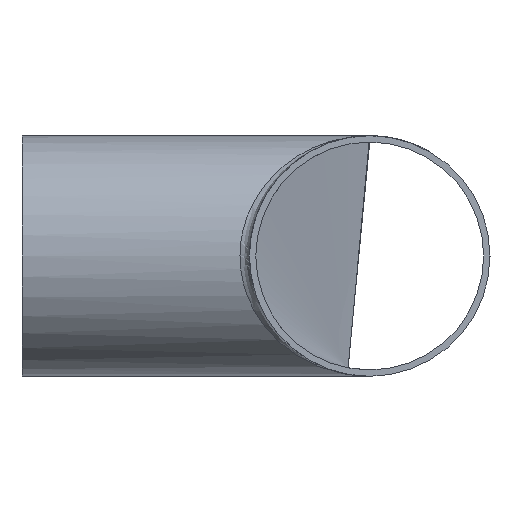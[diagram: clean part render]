
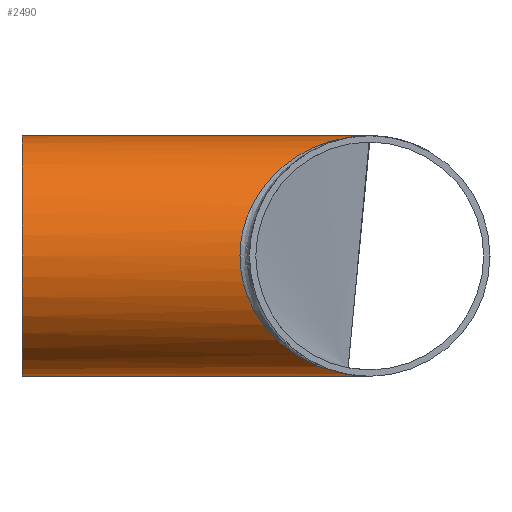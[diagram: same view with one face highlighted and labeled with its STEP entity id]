
A CAD part, left-side view. The second image highlights one B-rep face of the part: STEP entity #2490.
In plain terms, the highlighted cylindrical face has radius 38.05 mm (diameter 76.1 mm), a full revolution.
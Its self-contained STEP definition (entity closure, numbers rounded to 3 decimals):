
#324 = VERTEX_POINT ( 'NONE', #548 ) ;
#448 = CARTESIAN_POINT ( 'NONE',  ( 0., 0., -38.05 ) ) ;
#488 = DIRECTION ( 'NONE',  ( 0., -1., 0. ) ) ;
#548 = CARTESIAN_POINT ( 'NONE',  ( 0., 110., 38.05 ) ) ;
#651 = AXIS2_PLACEMENT_3D ( 'NONE', #14055, #488, #14171 ) ;
#655 = CARTESIAN_POINT ( 'NONE',  ( 0., 0., 38.05 ) ) ;
#812 = FACE_OUTER_BOUND ( 'NONE', #11073, .T. ) ;
#1974 = DIRECTION ( 'NONE',  ( 0., 0., 1. ) ) ;
#2203 = CARTESIAN_POINT ( 'NONE',  ( 76.1, 82.1, 38.05 ) ) ;
#2490 = ADVANCED_FACE ( 'NONE', ( #812, #10547 ), #15517, .T. ) ;
#4766 = CARTESIAN_POINT ( 'NONE',  ( -76.1, 82.1, -38.05 ) ) ;
#5013 = AXIS2_PLACEMENT_3D ( 'NONE', #7192, #13454, #1974 ) ;
#5904 = EDGE_CURVE ( 'NONE', #324, #324, #18423, .T. ) ;
#7192 = CARTESIAN_POINT ( 'NONE',  ( 0., 110., 0. ) ) ;
#7661 = CARTESIAN_POINT ( 'NONE',  ( 0., 0., -38.05 ) ) ;
#8129 = ORIENTED_EDGE ( 'NONE', *, *, #18873, .T. ) ;
#9027 = EDGE_CURVE ( 'NONE', #12162, #21733, #21490, .T. ) ;
#9420 = CARTESIAN_POINT ( 'NONE',  ( -76.1, 82.1, 38.05 ) ) ;
#10547 = FACE_OUTER_BOUND ( 'NONE', #12670, .T. ) ;
#11073 = EDGE_LOOP ( 'NONE', ( #14599, #8129 ) ) ;
#11758 =( BOUNDED_CURVE ( )  B_SPLINE_CURVE ( 3, ( #655, #2203, #13897, #448 ),
 .UNSPECIFIED., .F., .T. ) 
 B_SPLINE_CURVE_WITH_KNOTS ( ( 4, 4 ),
 ( 1.571, 4.712 ),
 .UNSPECIFIED. ) 
 CURVE ( )  GEOMETRIC_REPRESENTATION_ITEM ( )  RATIONAL_B_SPLINE_CURVE ( ( 1., 0.333, 0.333, 1. ) ) 
 REPRESENTATION_ITEM ( '' )  );
#12162 = VERTEX_POINT ( 'NONE', #20428 ) ;
#12670 = EDGE_LOOP ( 'NONE', ( #19737 ) ) ;
#13454 = DIRECTION ( 'NONE',  ( 0., 1., 0. ) ) ;
#13897 = CARTESIAN_POINT ( 'NONE',  ( 76.1, 82.1, -38.05 ) ) ;
#14055 = CARTESIAN_POINT ( 'NONE',  ( 0., 110., 0. ) ) ;
#14171 = DIRECTION ( 'NONE',  ( 0., 0., -1. ) ) ;
#14380 = CARTESIAN_POINT ( 'NONE',  ( 0., 0., 38.05 ) ) ;
#14599 = ORIENTED_EDGE ( 'NONE', *, *, #9027, .T. ) ;
#15517 = CYLINDRICAL_SURFACE ( 'NONE', #651, 38.05 ) ;
#18423 = CIRCLE ( 'NONE', #5013, 38.05 ) ;
#18873 = EDGE_CURVE ( 'NONE', #21733, #12162, #11758, .T. ) ;
#19737 = ORIENTED_EDGE ( 'NONE', *, *, #5904, .F. ) ;
#20428 = CARTESIAN_POINT ( 'NONE',  ( 0., 0., -38.05 ) ) ;
#20566 = CARTESIAN_POINT ( 'NONE',  ( 0., 0., 38.05 ) ) ;
#21490 =( BOUNDED_CURVE ( )  B_SPLINE_CURVE ( 3, ( #7661, #4766, #9420, #14380 ),
 .UNSPECIFIED., .F., .T. ) 
 B_SPLINE_CURVE_WITH_KNOTS ( ( 4, 4 ),
 ( 4.712, 7.854 ),
 .UNSPECIFIED. ) 
 CURVE ( )  GEOMETRIC_REPRESENTATION_ITEM ( )  RATIONAL_B_SPLINE_CURVE ( ( 1., 0.333, 0.333, 1. ) ) 
 REPRESENTATION_ITEM ( '' )  );
#21733 = VERTEX_POINT ( 'NONE', #20566 ) ;
